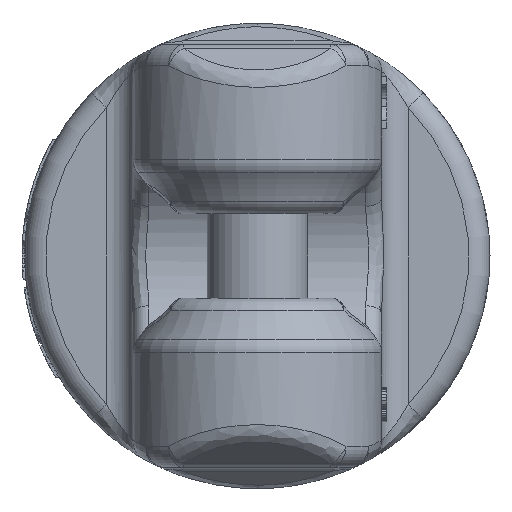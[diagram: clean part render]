
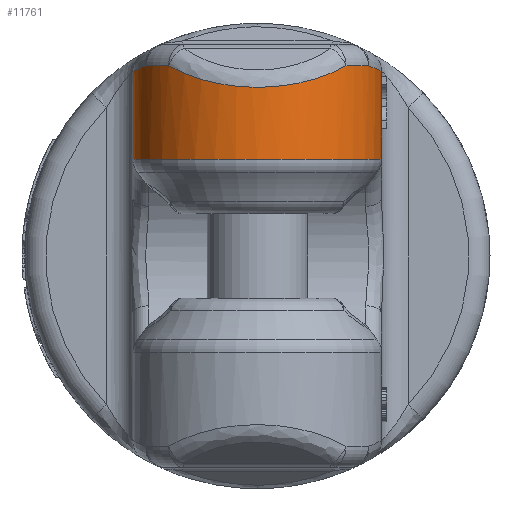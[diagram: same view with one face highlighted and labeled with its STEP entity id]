
A CAD part, left-side view. The second image highlights one B-rep face of the part: STEP entity #11761.
In plain terms, the highlighted cylindrical face has radius 23.5 mm (diameter 47 mm), a partial arc.
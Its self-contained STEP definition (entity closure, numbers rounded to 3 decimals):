
#2444=DIRECTION('',(0.,0.,-1.));
#2445=VECTOR('',#2444,16.629);
#2446=CARTESIAN_POINT('',(23.5,23.5,34.925));
#2447=LINE('',#2446,#2445);
#3034=CARTESIAN_POINT('',(23.5,0.,36.));
#3035=DIRECTION('',(0.,0.,1.));
#3036=DIRECTION('',(-0.701,-0.713,0.));
#3037=AXIS2_PLACEMENT_3D('',#3034,#3035,#3036);
#3039=CARTESIAN_POINT('',(12.977,-21.012,36.));
#3040=CARTESIAN_POINT('',(13.347,-21.197,35.926));
#3041=CARTESIAN_POINT('',(14.099,-21.55,35.781));
#3042=CARTESIAN_POINT('',(15.273,-22.025,35.582));
#3043=CARTESIAN_POINT('',(16.461,-22.433,35.405));
#3044=CARTESIAN_POINT('',(17.682,-22.781,35.252));
#3045=CARTESIAN_POINT('',(18.961,-23.07,35.122));
#3046=CARTESIAN_POINT('',(20.319,-23.298,35.018));
#3047=CARTESIAN_POINT('',(21.798,-23.456,34.945));
#3048=CARTESIAN_POINT('',(22.914,-23.5,34.925));
#3049=CARTESIAN_POINT('',(23.5,-23.5,34.925));
#3051=DIRECTION('',(0.,0.,-1.));
#3052=VECTOR('',#3051,16.629);
#3053=CARTESIAN_POINT('',(23.5,-23.5,34.925));
#3054=LINE('',#3053,#3052);
#3055=CARTESIAN_POINT('',(23.5,0.,18.296));
#3056=DIRECTION('',(0.,0.,1.));
#3057=DIRECTION('',(0.,1.,0.));
#3058=AXIS2_PLACEMENT_3D('',#3055,#3056,#3057);
#3060=CARTESIAN_POINT('',(23.5,23.5,34.925));
#3061=CARTESIAN_POINT('',(22.955,23.5,34.925));
#3062=CARTESIAN_POINT('',(21.904,23.462,34.943));
#3063=CARTESIAN_POINT('',(20.479,23.319,35.009));
#3064=CARTESIAN_POINT('',(19.124,23.102,35.108));
#3065=CARTESIAN_POINT('',(17.828,22.818,35.235));
#3066=CARTESIAN_POINT('',(16.568,22.467,35.39));
#3067=CARTESIAN_POINT('',(15.317,22.043,35.574));
#3068=CARTESIAN_POINT('',(14.107,21.554,35.78));
#3069=CARTESIAN_POINT('',(13.347,21.197,35.926));
#3070=CARTESIAN_POINT('',(12.977,21.012,36.));
#3072=CARTESIAN_POINT('',(23.5,0.,36.));
#3073=DIRECTION('',(0.,0.,1.));
#3074=DIRECTION('',(-0.448,0.894,0.));
#3075=AXIS2_PLACEMENT_3D('',#3072,#3073,#3074);
#3077=CARTESIAN_POINT('',(7.026,16.759,36.));
#3078=CARTESIAN_POINT('',(6.3,16.045,35.578));
#3079=CARTESIAN_POINT('',(4.958,14.54,34.798));
#3080=CARTESIAN_POINT('',(3.287,12.105,33.828));
#3081=CARTESIAN_POINT('',(1.957,9.534,33.055));
#3082=CARTESIAN_POINT('',(0.967,6.869,32.48));
#3083=CARTESIAN_POINT('',(0.312,4.143,32.099));
#3084=CARTESIAN_POINT('',(-0.014,1.384,
31.91));
#3085=CARTESIAN_POINT('',(-0.014,-1.384,
31.91));
#3086=CARTESIAN_POINT('',(0.312,-4.143,
32.099));
#3087=CARTESIAN_POINT('',(0.967,-6.869,
32.48));
#3088=CARTESIAN_POINT('',(1.957,-9.534,33.055));
#3089=CARTESIAN_POINT('',(3.287,-12.105,33.828));
#3090=CARTESIAN_POINT('',(4.958,-14.54,34.798));
#3091=CARTESIAN_POINT('',(6.3,-16.045,35.578));
#3092=CARTESIAN_POINT('',(7.026,-16.759,36.));
#6662=CARTESIAN_POINT('',(23.5,23.5,34.925));
#6664=VERTEX_POINT('',#6662);
#6685=CARTESIAN_POINT('',(23.5,-23.5,34.925));
#6686=VERTEX_POINT('',#6685);
#7669=CARTESIAN_POINT('',(23.5,-23.5,18.296));
#7671=VERTEX_POINT('',#7669);
#7677=CARTESIAN_POINT('',(23.5,23.5,18.296));
#7678=VERTEX_POINT('',#7677);
#7837=CARTESIAN_POINT('',(12.977,-21.012,36.));
#7838=VERTEX_POINT('',#7837);
#7841=CARTESIAN_POINT('',(7.026,-16.759,36.));
#7842=VERTEX_POINT('',#7841);
#7846=VERTEX_POINT('',#3077);
#7851=CARTESIAN_POINT('',(12.977,21.012,36.));
#7852=VERTEX_POINT('',#7851);
#11740=CARTESIAN_POINT('',(23.5,0.,-40.));
#11741=DIRECTION('',(0.,0.,1.));
#11742=DIRECTION('',(0.,1.,0.));
#11743=AXIS2_PLACEMENT_3D('',#11740,#11741,#11742);
#11744=CYLINDRICAL_SURFACE('',#11743,23.5);
#11746=ORIENTED_EDGE('',*,*,#11745,.T.);
#11748=ORIENTED_EDGE('',*,*,#11747,.T.);
#11750=ORIENTED_EDGE('',*,*,#11749,.T.);
#11751=ORIENTED_EDGE('',*,*,#11730,.F.);
#11752=ORIENTED_EDGE('',*,*,#11041,.F.);
#11754=ORIENTED_EDGE('',*,*,#11753,.T.);
#11756=ORIENTED_EDGE('',*,*,#11755,.T.);
#11758=ORIENTED_EDGE('',*,*,#11757,.T.);
#11759=EDGE_LOOP('',(#11746,#11748,#11750,#11751,#11752,#11754,#11756,#11758));
#11760=FACE_OUTER_BOUND('',#11759,.F.);
#11761=ADVANCED_FACE('',(#11760),#11744,.T.);
#3038=CIRCLE('',#3037,23.5);
#3050=B_SPLINE_CURVE_WITH_KNOTS('',3,(#3039,#3040,#3041,#3042,#3043,#3044,#3045,
#3046,#3047,#3048,#3049),.UNSPECIFIED.,.F.,.F.,(4,1,1,1,1,1,1,1,4),(0.,
0.125,0.25,0.375,0.5,0.625,0.75,0.875,1.),.UNSPECIFIED.);
#3059=CIRCLE('',#3058,23.5);
#3071=B_SPLINE_CURVE_WITH_KNOTS('',3,(#3060,#3061,#3062,#3063,#3064,#3065,#3066,
#3067,#3068,#3069,#3070),.UNSPECIFIED.,.F.,.F.,(4,1,1,1,1,1,1,1,4),(0.,
0.125,0.25,0.375,0.5,0.625,0.75,0.875,1.),.UNSPECIFIED.);
#3076=CIRCLE('',#3075,23.5);
#3093=B_SPLINE_CURVE_WITH_KNOTS('',3,(#3077,#3078,#3079,#3080,#3081,#3082,#3083,
#3084,#3085,#3086,#3087,#3088,#3089,#3090,#3091,#3092),.UNSPECIFIED.,.F.,.F.,(4,
1,1,1,1,1,1,1,1,1,1,1,1,4),(0.,0.077,0.154,
0.231,0.308,0.385,0.462,
0.538,0.615,0.692,0.769,
0.846,0.923,1.),.UNSPECIFIED.);
#11041=EDGE_CURVE('',#6664,#7678,#2447,.T.);
#11730=EDGE_CURVE('',#7678,#7671,#3059,.T.);
#11745=EDGE_CURVE('',#7842,#7838,#3038,.T.);
#11747=EDGE_CURVE('',#7838,#6686,#3050,.T.);
#11749=EDGE_CURVE('',#6686,#7671,#3054,.T.);
#11753=EDGE_CURVE('',#6664,#7852,#3071,.T.);
#11755=EDGE_CURVE('',#7852,#7846,#3076,.T.);
#11757=EDGE_CURVE('',#7846,#7842,#3093,.T.);
